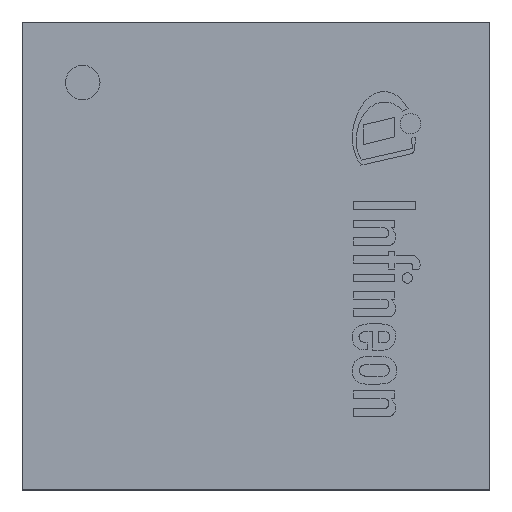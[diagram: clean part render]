
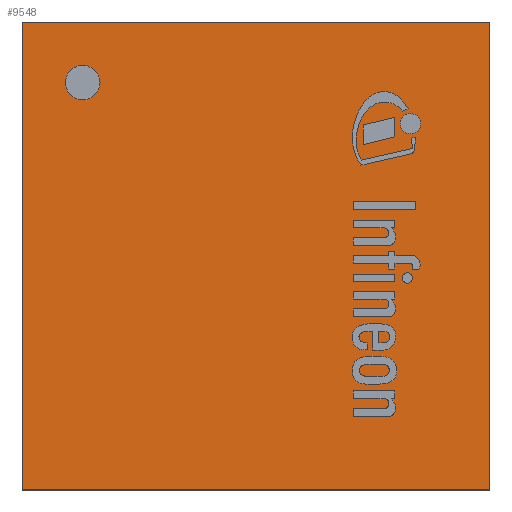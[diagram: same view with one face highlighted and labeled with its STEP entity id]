
A CAD part, top view. The second image highlights one B-rep face of the part: STEP entity #9548.
In plain terms, the highlighted planar face has unit normal (0, 0, 1).
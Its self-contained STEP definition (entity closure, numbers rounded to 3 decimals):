
#1455=FACE_BOUND('',#3279,.T.);
#1461=CIRCLE('',#10944,1.);
#2311=FACE_OUTER_BOUND('',#3278,.T.);
#3278=EDGE_LOOP('',(#6762,#6763,#6764,#6765));
#3279=EDGE_LOOP('',(#6766));
#4249=LINE('',#16488,#4409);
#4251=LINE('',#16492,#4411);
#4253=LINE('',#16496,#4413);
#4255=LINE('',#16499,#4415);
#4409=VECTOR('',#12749,1.);
#4411=VECTOR('',#12753,1.);
#4413=VECTOR('',#12757,1.);
#4415=VECTOR('',#12761,1.);
#4568=VERTEX_POINT('',#16480);
#4569=VERTEX_POINT('',#16485);
#4570=VERTEX_POINT('',#16487);
#4571=VERTEX_POINT('',#16491);
#4572=VERTEX_POINT('',#16495);
#5605=EDGE_CURVE('',#4568,#4568,#1461,.T.);
#5607=EDGE_CURVE('',#4570,#4569,#4249,.T.);
#5609=EDGE_CURVE('',#4571,#4570,#4251,.T.);
#5611=EDGE_CURVE('',#4572,#4571,#4253,.T.);
#5613=EDGE_CURVE('',#4569,#4572,#4255,.T.);
#6762=ORIENTED_EDGE('',*,*,#5613,.T.);
#6763=ORIENTED_EDGE('',*,*,#5611,.T.);
#6764=ORIENTED_EDGE('',*,*,#5609,.T.);
#6765=ORIENTED_EDGE('',*,*,#5607,.T.);
#6766=ORIENTED_EDGE('',*,*,#5605,.T.);
#9019=PLANE('',#10950);
#9548=ADVANCED_FACE('',(#2311,#1455),#9019,.T.);
#10944=AXIS2_PLACEMENT_3D('',#16482,#12742,#12743);
#10950=AXIS2_PLACEMENT_3D('',#16500,#12762,#12763);
#12742=DIRECTION('center_axis',(0.,0.,-1.));
#12743=DIRECTION('ref_axis',(-1.,0.,0.));
#12749=DIRECTION('',(0.,1.,0.));
#12753=DIRECTION('',(1.,0.,0.));
#12757=DIRECTION('',(0.,-1.,0.));
#12761=DIRECTION('',(-1.,0.,0.));
#12762=DIRECTION('center_axis',(0.,0.,1.));
#12763=DIRECTION('ref_axis',(1.,0.,0.));
#16480=CARTESIAN_POINT('',(-9.,10.,2.15));
#16482=CARTESIAN_POINT('Origin',(-10.,10.,2.15));
#16485=CARTESIAN_POINT('',(13.5,13.5,2.15));
#16487=CARTESIAN_POINT('',(13.5,-13.5,2.15));
#16488=CARTESIAN_POINT('',(13.5,13.5,2.15));
#16491=CARTESIAN_POINT('',(-13.5,-13.5,2.15));
#16492=CARTESIAN_POINT('',(13.5,-13.5,2.15));
#16495=CARTESIAN_POINT('',(-13.5,13.5,2.15));
#16496=CARTESIAN_POINT('',(-13.5,-13.5,2.15));
#16499=CARTESIAN_POINT('',(-13.5,13.5,2.15));
#16500=CARTESIAN_POINT('Origin',(0.,0.,2.15));
